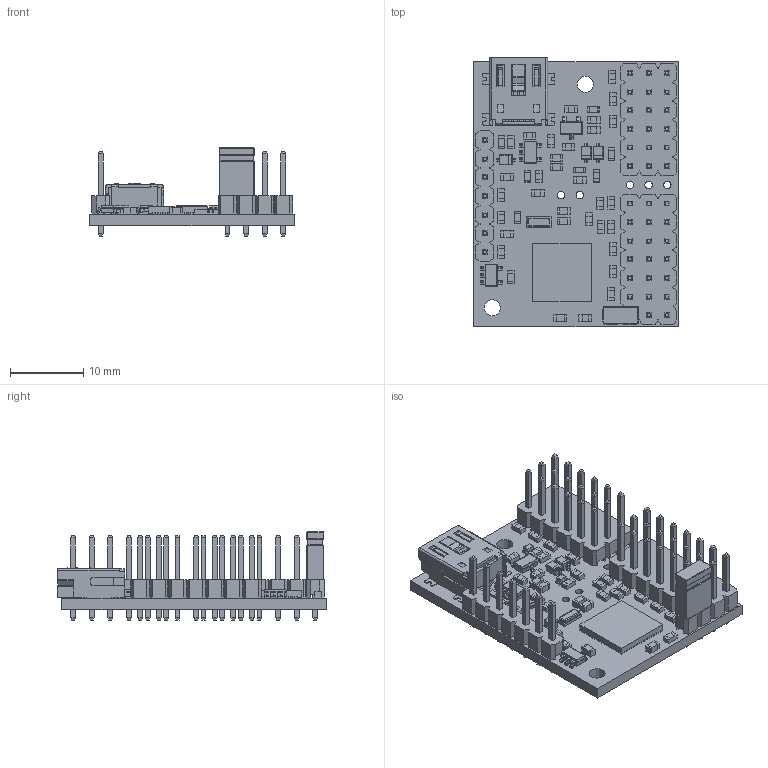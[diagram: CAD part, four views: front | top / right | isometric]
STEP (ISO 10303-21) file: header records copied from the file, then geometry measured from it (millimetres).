
FILE_DESCRIPTION (( 'STEP AP214' ), '1' );
FILE_NAME ('mini-maestro-12-channel-usb-servo-controller.step', '2017-07-05T20:41:56', ( '' ), ( '' ), 'SwSTEP 2.0', 'SolidWorks 2016', '' );
FILE_SCHEMA (( 'AUTOMOTIVE_DESIGN' ));
Length unit declared in the file: millimetre
Products named in the file (1): mini-maestro-12-channel-usb-servo-controller
Bounding box: 27.94 x 36.67 x 12 mm (x, y, z)
Volume: 2681.9 mm3; surface area: 5864.3 mm2
Topology: 5 solids, 5 shells, 3029 faces, 7988 edges, 5090 vertices
Faces by surface type: plane 2529, cylinder 308, bspline 176, sphere 12, torus 4
Full cylindrical faces by diameter (mm): 1.016 x54, 2.184 x2
Entity records: 130875 total; most frequent: CARTESIAN_POINT 23636, ORIENTED_EDGE 15840, DIRECTION 13752, EDGE_CURVE 7920, LINE 6980, VECTOR 6980, VERTEX_POINT 5090, EDGE_LOOP 3470
